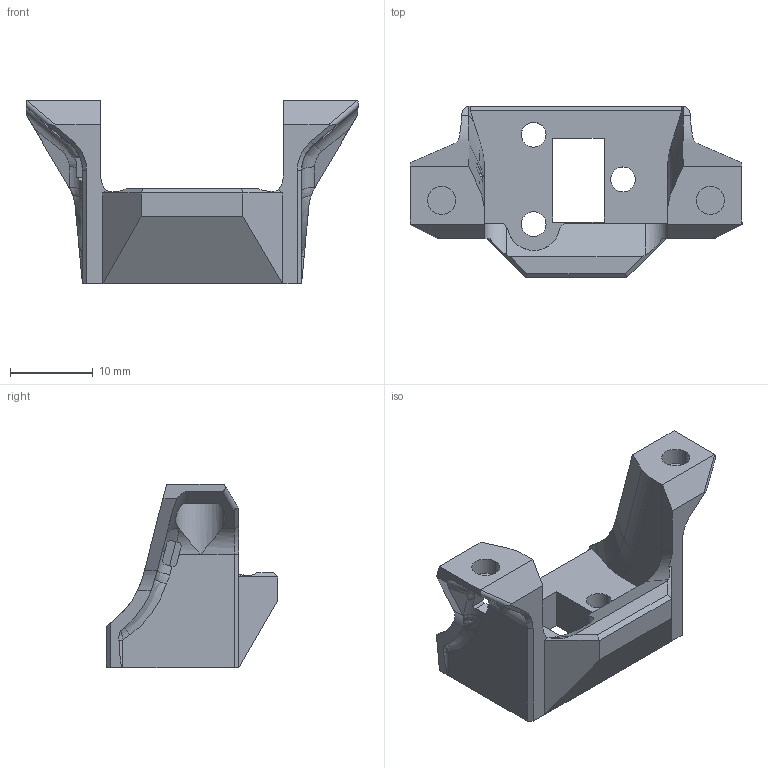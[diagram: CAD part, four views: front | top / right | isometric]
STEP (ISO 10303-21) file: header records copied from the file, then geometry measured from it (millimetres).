
FILE_DESCRIPTION (( 'STEP AP214' ), '1' );
FILE_NAME ('Klicky_PCB_Module_UHF.STEP', '2024-01-26T14:13:03', ( '' ), ( '' ), 'SwSTEP 2.0', 'SolidWorks 2020', '' );
FILE_SCHEMA (( 'AUTOMOTIVE_DESIGN' ));
Length unit declared in the file: millimetre
Products named in the file (1): Klicky_PCB_Module_UHF
Bounding box: 40.14 x 20.73 x 22.24 mm (x, y, z)
Volume: 3503.2 mm3; surface area: 3063.7 mm2
Topology: 1 solids, 1 shells, 126 faces, 344 edges, 220 vertices
Faces by surface type: plane 76, cylinder 34, bspline 10, cone 4, torus 2
Entity records: 4531 total; most frequent: CARTESIAN_POINT 1501, ORIENTED_EDGE 688, DIRECTION 547, EDGE_CURVE 344, VERTEX_POINT 220, LINE 211, VECTOR 211, AXIS2_PLACEMENT_3D 168
